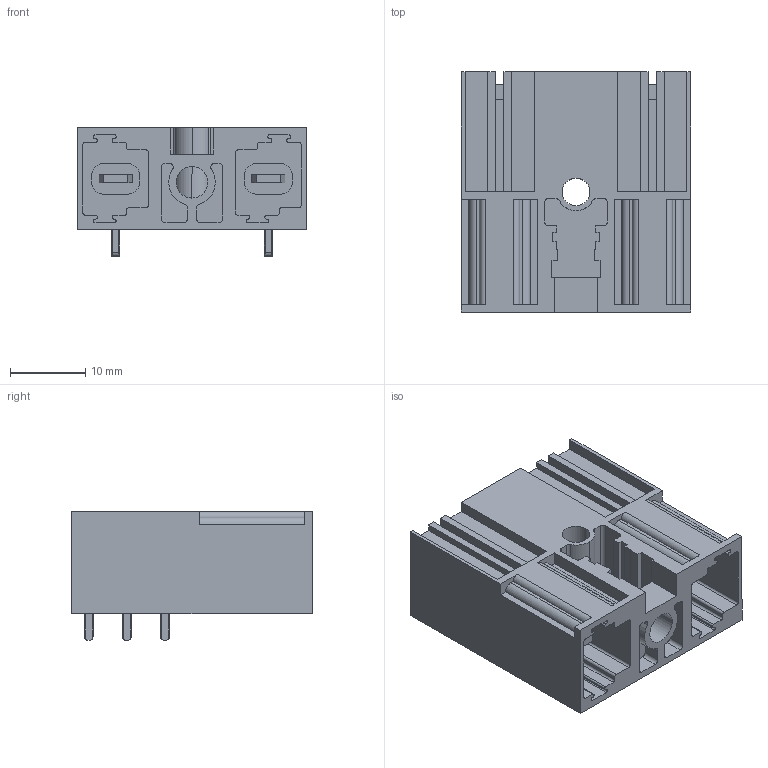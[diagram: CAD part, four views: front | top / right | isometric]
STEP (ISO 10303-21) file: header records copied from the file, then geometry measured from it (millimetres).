
FILE_DESCRIPTION(('CATIA V5 STEP Exchange','CAx-IF Rec.Pracs.--- Model Styling and Organization---1.2---2011-12-15'),'2;1');
FILE_NAME ('D1449468_1_1156650000_1156650000.stp','2018-11-30T11:48:35+00:00',('none'),('Weidmueller'),'CATIA Version 5-6 Release 2014','CATIA V5 STEP AP214','none');
FILE_SCHEMA(('AUTOMOTIVE_DESIGN { 1 0 10303 214 1 1 1 1 }'));
Length unit declared in the file: millimetre
Products named in the file (1): 1156650000
Bounding box: 30.48 x 32 x 17.1 mm (x, y, z)
Volume: 6303.7 mm3; surface area: 9920.5 mm2
Topology: 3 solids, 3 shells, 457 faces, 1323 edges, 882 vertices
Faces by surface type: plane 335, cylinder 122
Entity records: 13969 total; most frequent: ORIENTED_EDGE 2646, CARTESIAN_POINT 2596, DIRECTION 1875, EDGE_CURVE 1323, VECTOR 1051, LINE 1051, VERTEX_POINT 882, AXIS2_PLACEMENT_3D 535
